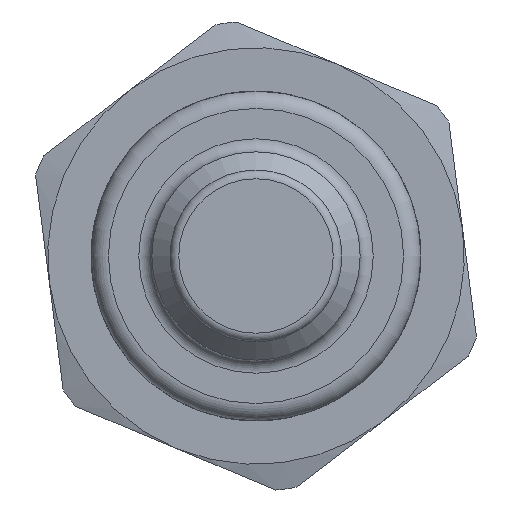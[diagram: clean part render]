
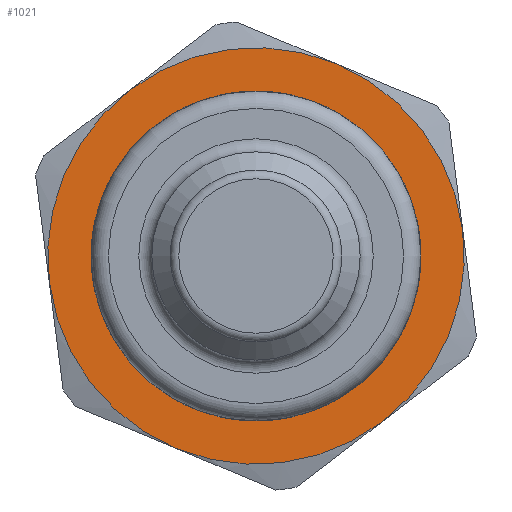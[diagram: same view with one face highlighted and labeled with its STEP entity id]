
A CAD part, left-side view. The second image highlights one B-rep face of the part: STEP entity #1021.
In plain terms, the highlighted planar face has unit normal (-1, 0, 0).
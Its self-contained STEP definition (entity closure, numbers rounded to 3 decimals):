
#98=CARTESIAN_POINT('',(29.95,-7.272,-9.546));
#99=VERTEX_POINT('',#98);
#182=CARTESIAN_POINT('',(29.95,4.631,-11.071));
#183=VERTEX_POINT('',#182);
#266=CARTESIAN_POINT('',(29.95,11.903,-1.525));
#267=VERTEX_POINT('',#266);
#350=CARTESIAN_POINT('',(29.95,7.272,9.546));
#351=VERTEX_POINT('',#350);
#434=CARTESIAN_POINT('',(29.95,-4.631,11.071));
#435=VERTEX_POINT('',#434);
#494=CARTESIAN_POINT('',(29.95,-11.903,1.525));
#495=VERTEX_POINT('',#494);
#496=CARTESIAN_POINT('',(29.95,0.0,0.0));
#497=DIRECTION('',(-1.0,0.0,0.0));
#498=DIRECTION('',(0.0,-0.992,0.127));
#499=AXIS2_PLACEMENT_3D('',#496,#497,#498);
#500=CIRCLE('',#499,12.);
#501=EDGE_CURVE('',#495,#435,#500,.T.);
#534=CARTESIAN_POINT('',(29.95,0.0,0.0));
#535=DIRECTION('',(-1.0,0.0,0.0));
#536=DIRECTION('',(0.0,-0.992,0.127));
#537=AXIS2_PLACEMENT_3D('',#534,#535,#536);
#538=CIRCLE('',#537,12.);
#539=EDGE_CURVE('',#435,#351,#538,.T.);
#558=CARTESIAN_POINT('',(29.95,0.0,0.0));
#559=DIRECTION('',(-1.0,0.0,0.0));
#560=DIRECTION('',(0.0,-0.992,0.127));
#561=AXIS2_PLACEMENT_3D('',#558,#559,#560);
#562=CIRCLE('',#561,12.);
#563=EDGE_CURVE('',#351,#267,#562,.T.);
#582=CARTESIAN_POINT('',(29.95,0.0,0.0));
#583=DIRECTION('',(-1.0,0.0,0.0));
#584=DIRECTION('',(0.0,-0.992,0.127));
#585=AXIS2_PLACEMENT_3D('',#582,#583,#584);
#586=CIRCLE('',#585,12.);
#587=EDGE_CURVE('',#267,#183,#586,.T.);
#628=CARTESIAN_POINT('',(29.95,0.0,0.0));
#629=DIRECTION('',(-1.0,0.0,0.0));
#630=DIRECTION('',(0.0,-0.992,0.127));
#631=AXIS2_PLACEMENT_3D('',#628,#629,#630);
#632=CIRCLE('',#631,12.);
#633=EDGE_CURVE('',#99,#495,#632,.T.);
#644=CARTESIAN_POINT('',(29.95,0.0,0.0));
#645=DIRECTION('',(-1.0,0.0,0.0));
#646=DIRECTION('',(0.0,-0.992,0.127));
#647=AXIS2_PLACEMENT_3D('',#644,#645,#646);
#648=CIRCLE('',#647,12.);
#649=EDGE_CURVE('',#183,#99,#648,.T.);
#997=CARTESIAN_POINT('',(29.95,-10.65,1.364));
#998=DIRECTION('',(-1.0,0.0,0.0));
#999=DIRECTION('',(0.0,-0.127,-0.992));
#1000=AXIS2_PLACEMENT_3D('',#997,#998,#999);
#1001=PLANE('',#1000);
#1002=ORIENTED_EDGE('',*,*,#501,.T.);
#1003=ORIENTED_EDGE('',*,*,#539,.T.);
#1004=ORIENTED_EDGE('',*,*,#563,.T.);
#1005=ORIENTED_EDGE('',*,*,#587,.T.);
#1006=ORIENTED_EDGE('',*,*,#649,.T.);
#1007=ORIENTED_EDGE('',*,*,#633,.T.);
#1008=EDGE_LOOP('',(#1002,#1003,#1004,#1005,#1006,#1007));
#1009=FACE_OUTER_BOUND('',#1008,.T.);
#1010=CARTESIAN_POINT('',(29.95,-9.398,1.204));
#1011=VERTEX_POINT('',#1010);
#1012=CARTESIAN_POINT('',(29.95,0.0,0.0));
#1013=DIRECTION('',(-1.0,0.0,0.0));
#1014=DIRECTION('',(0.0,-0.992,0.127));
#1015=AXIS2_PLACEMENT_3D('',#1012,#1013,#1014);
#1016=CIRCLE('',#1015,9.475);
#1017=EDGE_CURVE('',#1011,#1011,#1016,.T.);
#1018=ORIENTED_EDGE('',*,*,#1017,.F.);
#1019=EDGE_LOOP('',(#1018));
#1020=FACE_BOUND('',#1019,.T.);
#1021=ADVANCED_FACE('',(#1009,#1020),#1001,.T.);
